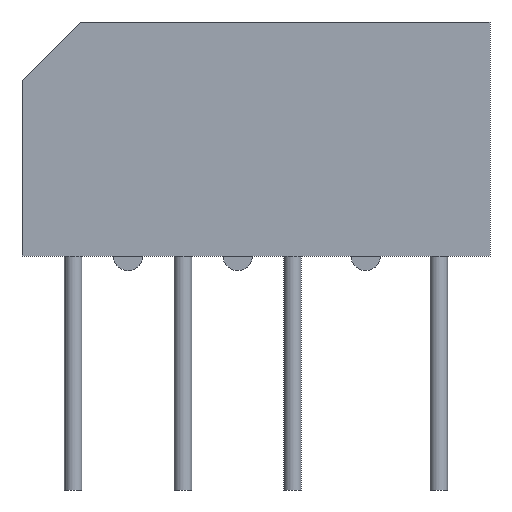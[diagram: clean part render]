
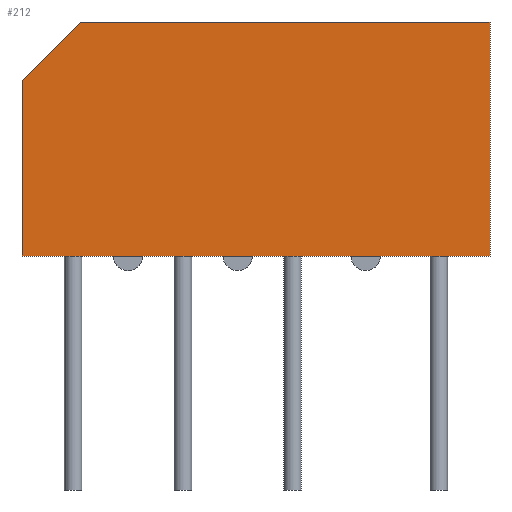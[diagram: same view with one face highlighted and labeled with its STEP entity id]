
A CAD part, front view. The second image highlights one B-rep face of the part: STEP entity #212.
In plain terms, the highlighted planar face has unit normal (0, -1, 0).
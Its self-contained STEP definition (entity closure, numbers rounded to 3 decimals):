
#23=VERTEX_POINT('',#24);
#24=CARTESIAN_POINT('',(-3.5,-2.8,13.));
#28=ORIENTED_EDGE('',*,*,#29,.T.);
#29=EDGE_CURVE('',#23,#30,#32,.T.);
#30=VERTEX_POINT('',#31);
#31=CARTESIAN_POINT('',(-3.5,-2.8,1.));
#32=LINE('',#24,#33);
#33=VECTOR('',#34,1.);
#34=DIRECTION('',(0.,0.,-1.));
#45=DIRECTION('',(1.,0.,0.));
#50=EDGE_CURVE('',#23,#51,#53,.T.);
#51=VERTEX_POINT('',#52);
#52=CARTESIAN_POINT('',(0.5,-2.8,17.));
#53=LINE('',#24,#54);
#54=VECTOR('',#55,1.);
#55=DIRECTION('',(0.707,0.,0.707));
#71=ORIENTED_EDGE('',*,*,#72,.T.);
#72=EDGE_CURVE('',#30,#73,#75,.T.);
#73=VERTEX_POINT('',#74);
#74=CARTESIAN_POINT('',(28.5,-2.8,1.));
#75=LINE('',#31,#76);
#76=VECTOR('',#45,1.);
#202=VECTOR('',#203,1.);
#203=DIRECTION('',(0.,0.,1.));
#207=VECTOR('',#208,1.);
#208=DIRECTION('',(-1.,0.,0.));
#211=DIRECTION('',(0.,1.,0.));
#212=ADVANCED_FACE('',(#213),#224,.F.);
#213=FACE_BOUND('',#214,.T.);
#214=EDGE_LOOP('',(#28,#71,#215,#220,#223));
#215=ORIENTED_EDGE('',*,*,#216,.T.);
#216=EDGE_CURVE('',#73,#217,#219,.T.);
#217=VERTEX_POINT('',#218);
#218=CARTESIAN_POINT('',(28.5,-2.8,17.));
#219=LINE('',#74,#202);
#220=ORIENTED_EDGE('',*,*,#221,.T.);
#221=EDGE_CURVE('',#217,#51,#222,.T.);
#222=LINE('',#218,#207);
#223=ORIENTED_EDGE('',*,*,#50,.F.);
#224=PLANE('',#225);
#225=AXIS2_PLACEMENT_3D('',#24,#211,#203);
